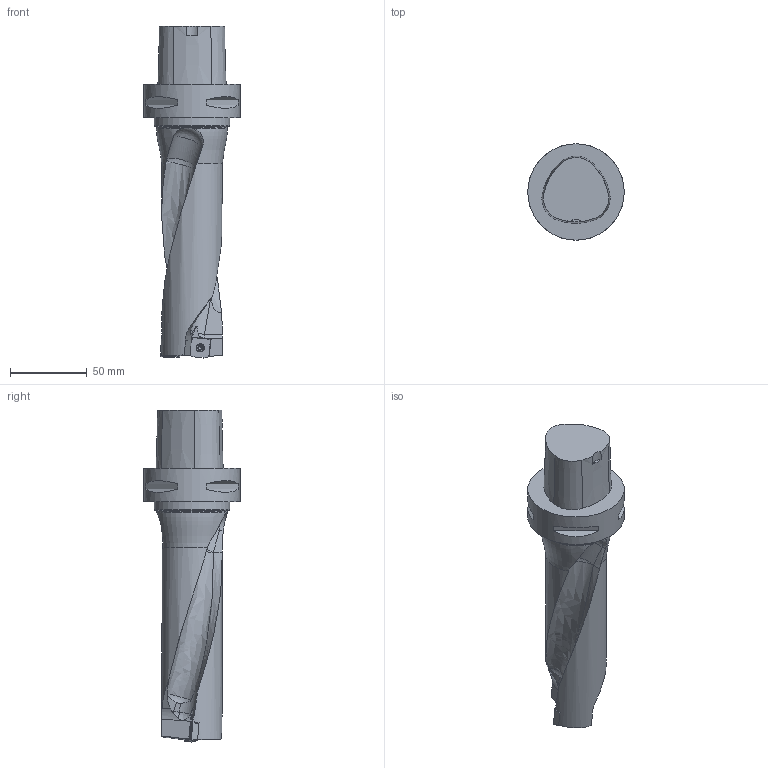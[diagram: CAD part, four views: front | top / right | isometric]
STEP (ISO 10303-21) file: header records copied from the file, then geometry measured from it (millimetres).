
FILE_DESCRIPTION(/* description */ (''),/* implementation_level */ '2;1');
FILE_NAME(/* name */ 'toolassembly_1.stp',/* time_stamp */ '2020-07-08T12:39:28+02:00',/* author */ (''),/* organization */ ('SMS'),/* preprocessor_version */ 'ST-DEVELOPER v16.7',/* originating_system */ 'SIEMENS PLM Software NX 12.0',/* authorisation */ '');
FILE_SCHEMA (('AUTOMOTIVE_DESIGN { 1 0 10303 214 3 1 1 1 }'));
Length unit declared in the file: millimetre
Products named in the file (5): CUT_20200708123633; CUT_20200708123631; NOCUT_20200708123622; ASSEMBLY_CONSTRUCTION; TOOLASSEMBLY_1
Assembly tree (4 placements, depth 2):
  TOOLASSEMBLY_1
    ASSEMBLY_CONSTRUCTION
    NOCUT_20200708123622
    CUT_20200708123631
    CUT_20200708123633
Bounding box: 63 x 63 x 216.99 mm (x, y, z)
Volume: 247994 mm3; surface area: 40978.8 mm2
Topology: 3 solids, 4 shells, 262 faces, 694 edges, 450 vertices
Faces by surface type: plane 106, cylinder 60, cone 28, extrusion 24, bspline 22, torus 11, sphere 9, revolution 2
Full cylindrical faces by diameter (mm): 3 x2, 4 x2, 4.8 x2, 46.5 x1, 49.5 x1, 63 x1
Entity records: 11699 total; most frequent: CARTESIAN_POINT 5333, ORIENTED_EDGE 1282, DIRECTION 1250, EDGE_CURVE 641, AXIS2_PLACEMENT_3D 492, VERTEX_POINT 427, EDGE_LOOP 306, VECTOR 264
